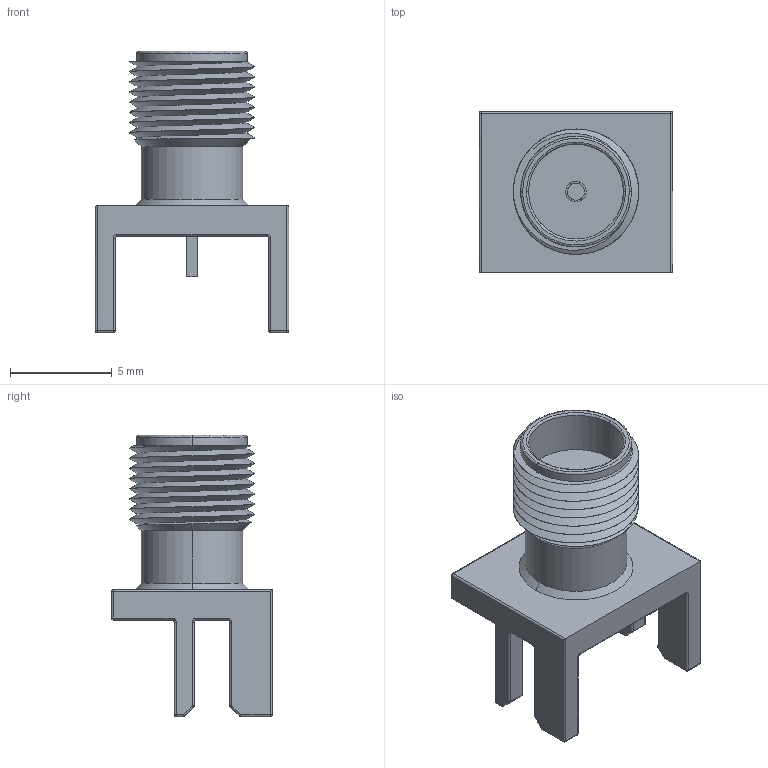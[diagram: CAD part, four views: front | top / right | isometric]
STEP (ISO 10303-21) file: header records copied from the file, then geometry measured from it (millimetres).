
FILE_DESCRIPTION (( 'STEP AP214' ), '1' );
FILE_NAME ('User Library-SMA_PCB_EDGE_142-0701-851.STEP', '2012-11-15T13:14:19', ( 'Windows User' ), ( '' ), 'SwSTEP 2.0', 'SolidWorks 2013', '' );
FILE_SCHEMA (( 'AUTOMOTIVE_DESIGN' ));
Length unit declared in the file: millimetre
Products named in the file (1): User Library-SMA_PCB_EDGE_142-0701-851
Bounding box: 9.52 x 7.92 x 13.83 mm (x, y, z)
Volume: 277.4 mm3; surface area: 537.4 mm2
Topology: 1 solids, 1 shells, 183 faces, 430 edges, 232 vertices
Faces by surface type: cylinder 93, bspline 46, plane 39, cone 5
Entity records: 10113 total; most frequent: CARTESIAN_POINT 4389, ORIENTED_EDGE 812, DIRECTION 702, EDGE_CURVE 406, AXIS2_PLACEMENT_3D 262, VERTEX_POINT 232, EDGE_LOOP 190, UNCERTAINTY_MEASURE_WITH_UNIT 186
